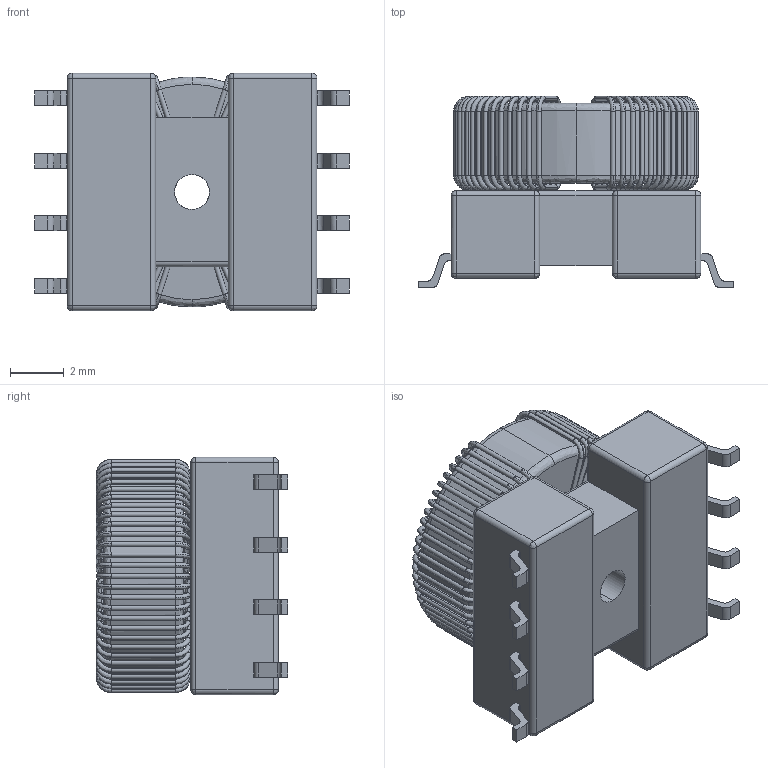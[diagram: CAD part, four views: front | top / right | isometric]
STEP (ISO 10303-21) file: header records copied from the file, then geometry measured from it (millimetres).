
FILE_DESCRIPTION(('FreeCAD Model'),'2;1');
FILE_NAME('Open CASCADE Shape Model','2025-04-29T09:57:19',('FreeCAD'),( 'FreeCAD'),'Open CASCADE STEP processor 7.6','FreeCAD','Unknown');
FILE_SCHEMA(('AUTOMOTIVE_DESIGN { 1 0 10303 214 1 1 1 1 }'));
Products named in the file (1): Open CASCADE STEP translator 7.6 1
Bounding box: 11.69 x 7.1 x 8.81 mm (x, y, z)
Surface area: 865.3 mm2 (no closed solid volume)
Topology: 0 solids, 60 shells, 1107 faces, 3241 edges, 2130 vertices
Faces by surface type: bspline 1107
Entity records: 39865 total; most frequent: CARTESIAN_POINT 23733, ORIENTED_EDGE 6450, EDGE_CURVE 3225, VERTEX_POINT 2130, FACE_BOUND 1119, EDGE_LOOP 1119, ADVANCED_FACE 1107, B_SPLINE_CURVE_WITH_KNOTS 759
